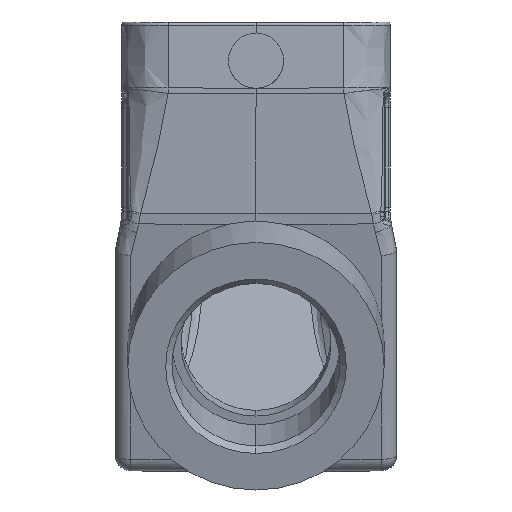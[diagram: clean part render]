
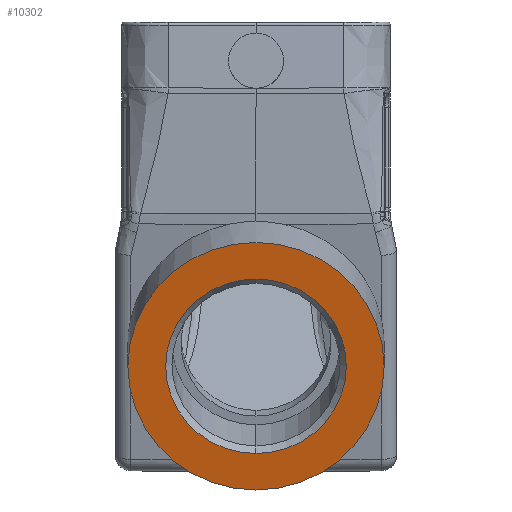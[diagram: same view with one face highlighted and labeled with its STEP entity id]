
A CAD part, left-side view. The second image highlights one B-rep face of the part: STEP entity #10302.
In plain terms, the highlighted planar face has unit normal (-0.966, 0, -0.259).
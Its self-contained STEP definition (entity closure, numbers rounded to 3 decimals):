
#1=CARTESIAN_POINT('',(-41.947,0.,-55.08));
#2=DIRECTION('',(0.966,0.,0.259));
#3=DIRECTION('',(0.,-1.,0.));
#4=AXIS2_PLACEMENT_3D('',#1,#2,#3);
#6=CARTESIAN_POINT('',(-41.947,0.,-55.08));
#7=DIRECTION('',(0.966,0.,0.259));
#8=DIRECTION('',(0.,1.,0.));
#9=AXIS2_PLACEMENT_3D('',#6,#7,#8);
#11=CARTESIAN_POINT('',(-41.947,0.,
-55.08));
#12=DIRECTION('',(0.966,0.,0.259));
#13=DIRECTION('',(-0.259,0.,0.966));
#14=AXIS2_PLACEMENT_3D('',#11,#12,#13);
#16=CARTESIAN_POINT('',(-41.947,0.,-55.08));
#17=DIRECTION('',(0.966,0.,0.259));
#18=DIRECTION('',(0.259,0.,-0.966));
#19=AXIS2_PLACEMENT_3D('',#16,#17,#18);
#8611=CARTESIAN_POINT('',(-41.947,-20.5,-55.08));
#8612=CARTESIAN_POINT('',(-41.947,20.5,-55.08));
#8613=VERTEX_POINT('',#8611);
#8614=VERTEX_POINT('',#8612);
#10277=CARTESIAN_POINT('',(-45.687,0.,
-41.122));
#10278=CARTESIAN_POINT('',(-38.207,0.,
-69.037));
#10279=VERTEX_POINT('',#10277);
#10280=VERTEX_POINT('',#10278);
#10285=CARTESIAN_POINT('',(-52.907,0.,-14.176));
#10286=DIRECTION('',(-0.966,0.,-0.259));
#10287=DIRECTION('',(0.,1.,0.));
#10288=AXIS2_PLACEMENT_3D('',#10285,#10286,#10287);
#10289=PLANE('',#10288);
#10291=ORIENTED_EDGE('',*,*,#10290,.T.);
#10293=ORIENTED_EDGE('',*,*,#10292,.T.);
#10294=EDGE_LOOP('',(#10291,#10293));
#10295=FACE_OUTER_BOUND('',#10294,.F.);
#10297=ORIENTED_EDGE('',*,*,#10296,.F.);
#10299=ORIENTED_EDGE('',*,*,#10298,.F.);
#10300=EDGE_LOOP('',(#10297,#10299));
#10301=FACE_BOUND('',#10300,.F.);
#10302=ADVANCED_FACE('',(#10295,#10301),#10289,.T.);
#5=CIRCLE('',#4,20.5);
#10=CIRCLE('',#9,20.5);
#15=CIRCLE('',#14,14.45);
#20=CIRCLE('',#19,14.45);
#10290=EDGE_CURVE('',#8613,#8614,#5,.T.);
#10292=EDGE_CURVE('',#8614,#8613,#10,.T.);
#10296=EDGE_CURVE('',#10279,#10280,#15,.T.);
#10298=EDGE_CURVE('',#10280,#10279,#20,.T.);
